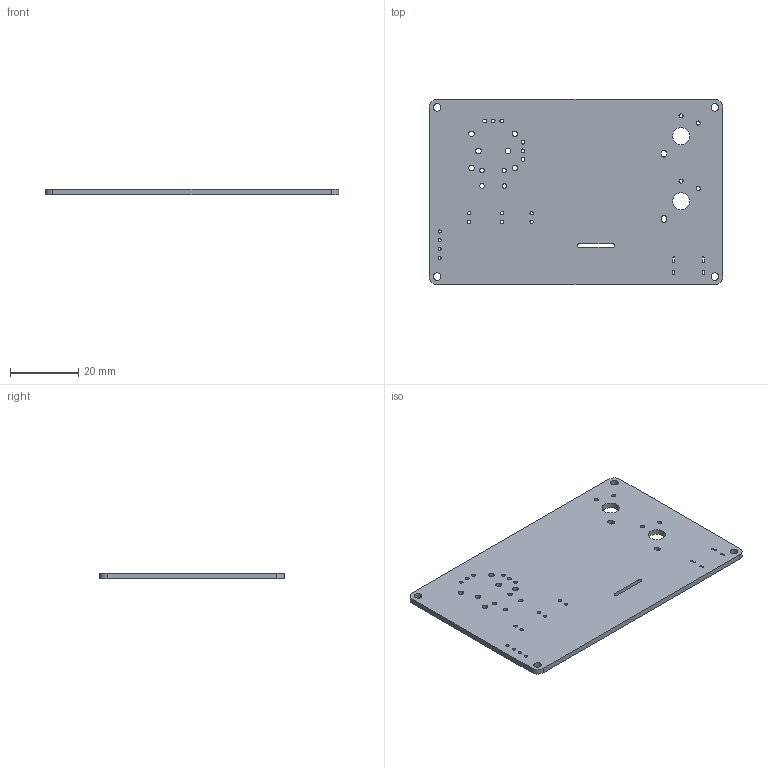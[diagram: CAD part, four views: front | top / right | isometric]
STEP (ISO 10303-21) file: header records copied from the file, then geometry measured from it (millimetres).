
FILE_DESCRIPTION(('KiCad electronic assembly'),'2;1');
FILE_NAME('game.step','2022-03-14T10:21:09',('Pcbnew'),('Kicad'), 'Open CASCADE STEP processor 7.6','KiCad to STEP converter','Unknown' );
FILE_SCHEMA(('AUTOMOTIVE_DESIGN { 1 0 10303 214 1 1 1 1 }'));
Length unit declared in the file: millimetre
Products named in the file (2): game 1; _autosave-game PCB
Assembly tree (1 placements, depth 2):
  game 1
    _autosave-game PCB
Bounding box: 85.85 x 54.1 x 1.6 mm (x, y, z)
Volume: 7250.2 mm3; surface area: 9859.1 mm2
Topology: 1 solids, 1 shells, 74 faces, 216 edges, 144 vertices
Faces by surface type: cylinder 54, plane 20
Full cylindrical faces by diameter (mm): 0.914 x4, 1 x6, 1.1 x6, 1.2 x4, 1.3 x4, 1.6 x4, 1.65 x2, 2.2 x4, 5 x2
Entity records: 5535 total; most frequent: DIRECTION 908, CARTESIAN_POINT 868, ORIENTED_EDGE 432, LINE 432, VECTOR 432, PCURVE 432, DEFINITIONAL_REPRESENTATION 432, EDGE_CURVE 216
